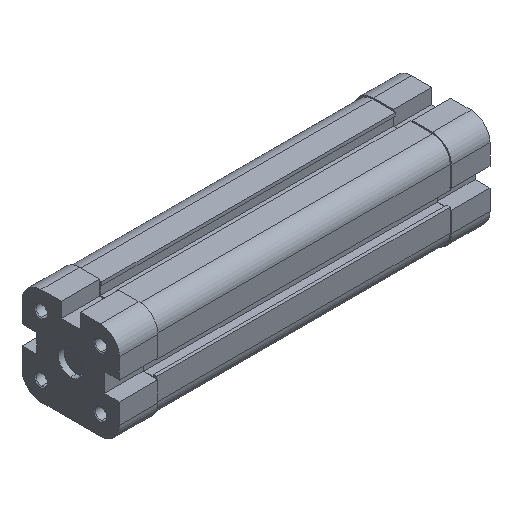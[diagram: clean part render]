
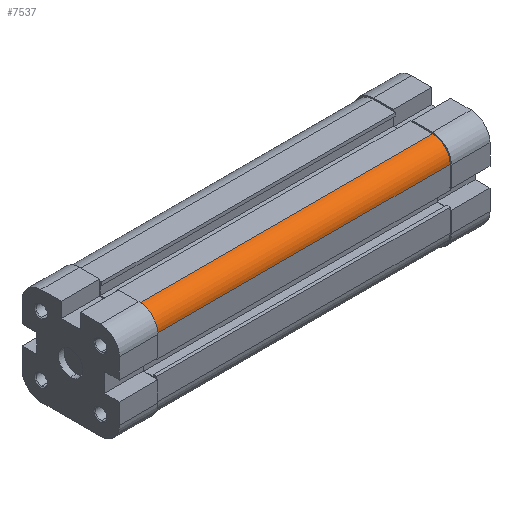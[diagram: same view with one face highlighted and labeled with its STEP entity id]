
A CAD part, isometric view. The second image highlights one B-rep face of the part: STEP entity #7537.
In plain terms, the highlighted cylindrical face has radius 6.5 mm (diameter 13 mm), a partial arc.
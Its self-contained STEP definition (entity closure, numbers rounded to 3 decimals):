
#138 = EDGE_LOOP ( 'NONE', ( #6952, #6976, #6977, #6975 ) ) ;
#1091 = LINE ( 'NONE', #2801, #1092 ) ;
#1092 = VECTOR ( 'NONE', #2802, 1000. ) ;
#1128 = CIRCLE ( 'NONE', #6204, 6.5 ) ;
#1133 = LINE ( 'NONE', #2855, #1134 ) ;
#1134 = VECTOR ( 'NONE', #2856, 1000. ) ;
#1137 = CIRCLE ( 'NONE', #6198, 6.5 ) ;
#1883 = VERTEX_POINT ( 'NONE', #2300 ) ;
#1884 = VERTEX_POINT ( 'NONE', #2301 ) ;
#1895 = VERTEX_POINT ( 'NONE', #2312 ) ;
#1896 = VERTEX_POINT ( 'NONE', #2313 ) ;
#2300 = CARTESIAN_POINT ( 'NONE',  ( 35., 6.5, 0. ) ) ;
#2301 = CARTESIAN_POINT ( 'NONE',  ( 35., 6.5, -108.5 ) ) ;
#2312 = CARTESIAN_POINT ( 'NONE',  ( 28.5, 0., 0. ) ) ;
#2313 = CARTESIAN_POINT ( 'NONE',  ( 28.5, 0., -108.5 ) ) ;
#2801 = CARTESIAN_POINT ( 'NONE',  ( 35., 6.5, -108.5 ) ) ;
#2802 = DIRECTION ( 'NONE',  ( 0., 0., 1. ) ) ;
#2838 = CARTESIAN_POINT ( 'NONE',  ( 28.5, 6.5, -108.5 ) ) ;
#2847 = DIRECTION ( 'NONE',  ( 0., 0., 1. ) ) ;
#2848 = DIRECTION ( 'NONE',  ( 1., 0., 0. ) ) ;
#2855 = CARTESIAN_POINT ( 'NONE',  ( 28.5, 0., -108.5 ) ) ;
#2856 = DIRECTION ( 'NONE',  ( 0., 0., 1. ) ) ;
#2857 = CARTESIAN_POINT ( 'NONE',  ( 28.5, 6.5, 0. ) ) ;
#2858 = DIRECTION ( 'NONE',  ( 0., 0., 1. ) ) ;
#2859 = DIRECTION ( 'NONE',  ( 1., 0., 0. ) ) ;
#4917 = FACE_OUTER_BOUND ( 'NONE', #138, .T. ) ;
#4919 = CYLINDRICAL_SURFACE ( 'NONE', #6588, 6.5 ) ;
#5457 = DIRECTION ( 'NONE',  ( 0., 0., 1. ) ) ;
#5460 = DIRECTION ( 'NONE',  ( 1., 0., 0. ) ) ;
#5468 = CARTESIAN_POINT ( 'NONE',  ( 28.5, 6.5, -108.5 ) ) ;
#5833 = EDGE_CURVE ( 'NONE', #1884, #1883, #1091, .T. ) ;
#5853 = EDGE_CURVE ( 'NONE', #1896, #1884, #1128, .T. ) ;
#5857 = EDGE_CURVE ( 'NONE', #1896, #1895, #1133, .T. ) ;
#5858 = EDGE_CURVE ( 'NONE', #1895, #1883, #1137, .T. ) ;
#6198 = AXIS2_PLACEMENT_3D ( 'NONE', #2857, #2858, #2859 ) ;
#6204 = AXIS2_PLACEMENT_3D ( 'NONE', #2838, #2847, #2848 ) ;
#6588 = AXIS2_PLACEMENT_3D ( 'NONE', #5468, #5457, #5460 ) ;
#6952 = ORIENTED_EDGE ( 'NONE', *, *, #5858, .F. ) ;
#6975 = ORIENTED_EDGE ( 'NONE', *, *, #5833, .T. ) ;
#6976 = ORIENTED_EDGE ( 'NONE', *, *, #5857, .F. ) ;
#6977 = ORIENTED_EDGE ( 'NONE', *, *, #5853, .T. ) ;
#7537 = ADVANCED_FACE ( 'NONE', ( #4917 ), #4919, .T. ) ;
